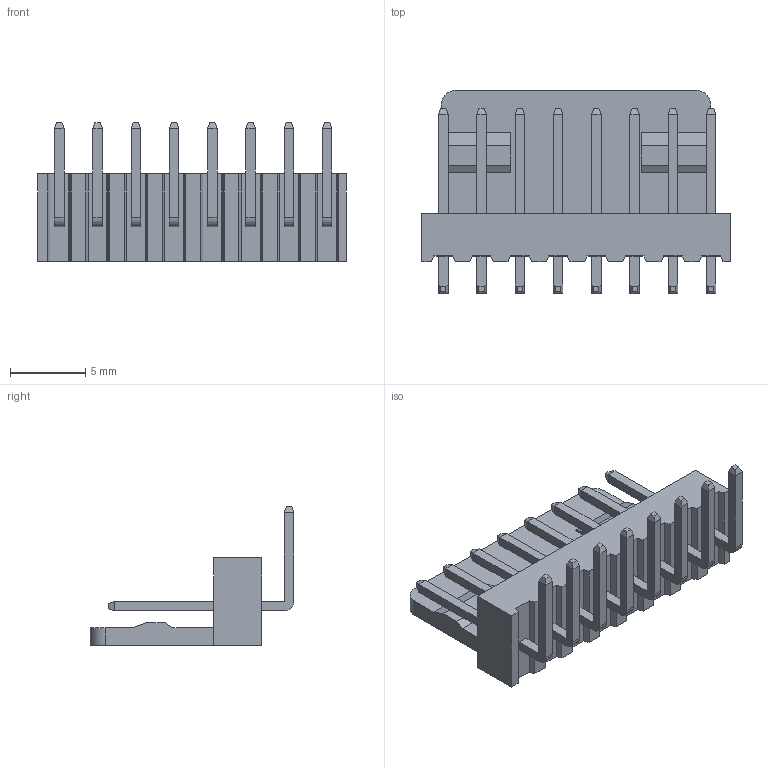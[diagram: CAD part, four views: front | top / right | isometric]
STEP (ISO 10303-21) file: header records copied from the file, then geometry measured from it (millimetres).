
FILE_DESCRIPTION (( 'STEP AP214' ), '1' );
FILE_NAME ('11634, SWR25X-NRTC-S08-RA-BA.STEP', '2012-09-20T01:10:47', ( '' ), ( '' ), 'SwSTEP 2.0', 'SolidWorks 2012', '' );
FILE_SCHEMA (( 'AUTOMOTIVE_DESIGN' ));
Length unit declared in the file: millimetre
Products named in the file (1): 11634, SWR25X-NRTC-S08-RA-BA
Bounding box: 20.48 x 13.52 x 9.2 mm (x, y, z)
Volume: 580.4 mm3; surface area: 1048.4 mm2
Topology: 1 solids, 1 shells, 220 faces, 542 edges, 340 vertices
Faces by surface type: plane 210, cylinder 10
Entity records: 6328 total; most frequent: CARTESIAN_POINT 1103, ORIENTED_EDGE 1084, DIRECTION 1004, EDGE_CURVE 542, LINE 522, VECTOR 522, VERTEX_POINT 340, AXIS2_PLACEMENT_3D 241
